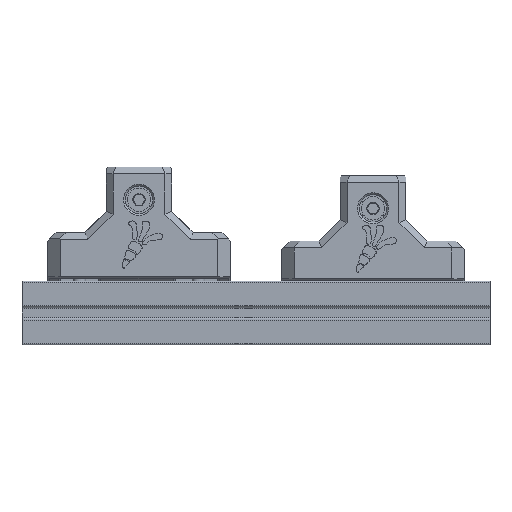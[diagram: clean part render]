
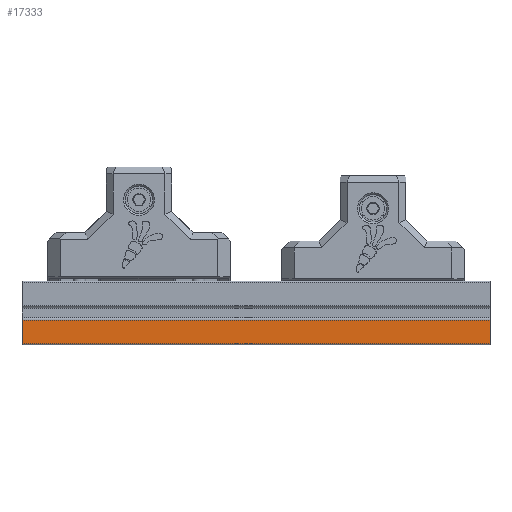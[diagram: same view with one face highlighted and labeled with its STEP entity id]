
A CAD part, left-side view. The second image highlights one B-rep face of the part: STEP entity #17333.
In plain terms, the highlighted face is planar.
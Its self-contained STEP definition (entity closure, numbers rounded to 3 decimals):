
#1804=PLANE('',#18868);
#2631=FACE_OUTER_BOUND('',#3680,.T.);
#3680=EDGE_LOOP('',(#14960,#14961,#14962,#14963));
#5198=LINE('',#33874,#6896);
#5298=LINE('',#34210,#6996);
#5299=LINE('',#34214,#6997);
#5300=LINE('',#34215,#6998);
#6896=VECTOR('',#22439,10.);
#6996=VECTOR('',#22749,1000.);
#6997=VECTOR('',#22754,1000.);
#6998=VECTOR('',#22755,10.);
#8473=VERTEX_POINT('',#33871);
#8474=VERTEX_POINT('',#33873);
#8605=VERTEX_POINT('',#34209);
#8606=VERTEX_POINT('',#34213);
#10651=EDGE_CURVE('',#8474,#8473,#5198,.T.);
#10819=EDGE_CURVE('',#8605,#8474,#5298,.T.);
#10821=EDGE_CURVE('',#8606,#8473,#5299,.T.);
#10822=EDGE_CURVE('',#8605,#8606,#5300,.T.);
#14960=ORIENTED_EDGE('',*,*,#10651,.T.);
#14961=ORIENTED_EDGE('',*,*,#10821,.F.);
#14962=ORIENTED_EDGE('',*,*,#10822,.F.);
#14963=ORIENTED_EDGE('',*,*,#10819,.T.);
#17333=ADVANCED_FACE('',(#2631),#1804,.F.);
#18868=AXIS2_PLACEMENT_3D('',#34212,#22752,#22753);
#22439=DIRECTION('',(1.,0.,0.));
#22749=DIRECTION('',(0.,1.,0.));
#22752=DIRECTION('center_axis',(0.,0.,
1.));
#22753=DIRECTION('ref_axis',(-1.,0.,0.));
#22754=DIRECTION('',(0.,1.,0.));
#22755=DIRECTION('',(1.,0.,0.));
#33871=CARTESIAN_POINT('',(33.05,27.5,-5.));
#33873=CARTESIAN_POINT('',(27.55,27.5,-5.));
#33874=CARTESIAN_POINT('',(28.175,27.5,-5.));
#34209=CARTESIAN_POINT('',(27.55,-82.5,-5.));
#34210=CARTESIAN_POINT('',(27.55,-162.5,-5.));
#34212=CARTESIAN_POINT('Origin',(27.55,-162.5,-5.));
#34213=CARTESIAN_POINT('',(33.05,-82.5,-5.));
#34214=CARTESIAN_POINT('',(33.05,-162.5,-5.));
#34215=CARTESIAN_POINT('',(28.175,-82.5,-5.));
